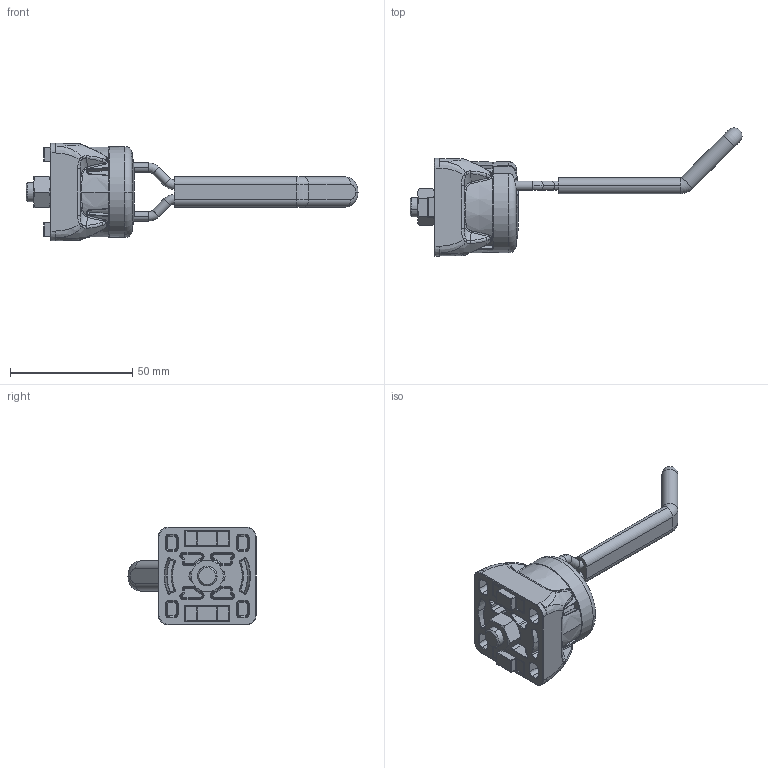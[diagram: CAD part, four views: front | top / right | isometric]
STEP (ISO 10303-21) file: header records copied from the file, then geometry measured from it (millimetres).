
FILE_DESCRIPTION (( 'STEP AP203' ), '1' );
FILE_NAME ('172484.step', '2025-08-14T17:54:55', ( '' ), ( '' ), 'SwSTEP 2.0', 'SolidWorks 2024', '' );
FILE_SCHEMA (( 'CONFIG_CONTROL_DESIGN' ));
Products named in the file (1): 172484
Bounding box: 136.02 x 52.5 x 40 mm (x, y, z)
Volume: 44910.2 mm3; surface area: 23194.8 mm2
Topology: 7 solids, 7 shells, 1212 faces, 2831 edges, 1609 vertices
Faces by surface type: cylinder 301, bspline 266, plane 217, torus 209, cone 144, sphere 75
Entity records: 44266 total; most frequent: CARTESIAN_POINT 18803, ORIENTED_EDGE 5582, DIRECTION 5140, EDGE_CURVE 2791, AXIS2_PLACEMENT_3D 2180, VERTEX_POINT 1605, EDGE_LOOP 1234, CIRCLE 1233
